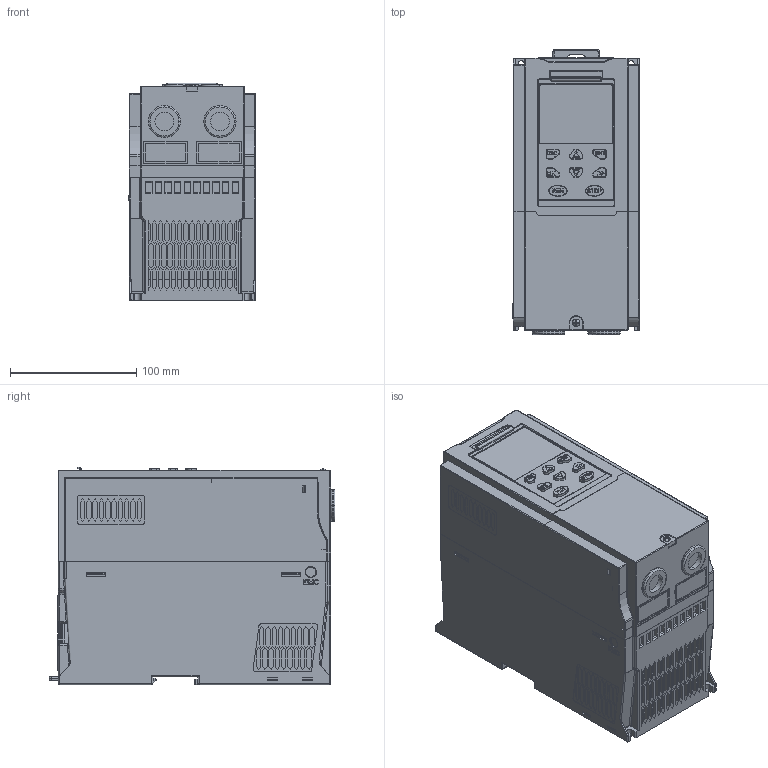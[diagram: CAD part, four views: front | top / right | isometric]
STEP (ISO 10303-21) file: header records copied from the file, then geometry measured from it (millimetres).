
FILE_DESCRIPTION (( 'STEP AP214' ), '1' );
FILE_NAME ('4KW.STEP', '2025-03-13T13:09:51', ( '' ), ( '' ), 'SwSTEP 2.0', 'SolidWorks 2022', '' );
FILE_SCHEMA (( 'AUTOMOTIVE_DESIGN' ));
Length unit declared in the file: millimetre
Products named in the file (1): 4KW
Bounding box: 100.3 x 226.6 x 172.8 mm (x, y, z)
Volume: 3371694.8 mm3; surface area: 299298.9 mm2
Topology: 1 solids, 1 shells, 3200 faces, 8725 edges, 5571 vertices
Faces by surface type: plane 2261, cylinder 601, torus 143, bspline 86, cone 60, sphere 49
Entity records: 140558 total; most frequent: CARTESIAN_POINT 26410, ORIENTED_EDGE 17376, DIRECTION 15512, EDGE_CURVE 8688, VECTOR 6668, LINE 6668, VERTEX_POINT 5571, AXIS2_PLACEMENT_3D 4422
